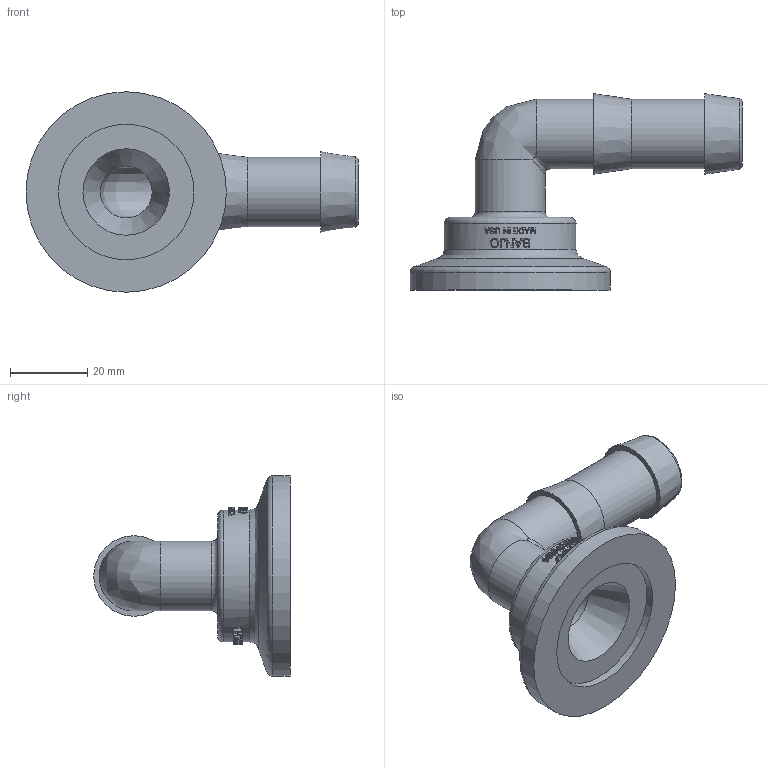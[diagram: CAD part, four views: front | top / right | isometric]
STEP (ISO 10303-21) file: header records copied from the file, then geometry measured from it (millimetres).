
FILE_DESCRIPTION(/* description */ (''),/* implementation_level */ '2;1');
FILE_NAME(/* name */ 'M100075BRB90.stp',/* time_stamp */ '2014-04-10T11:19:45-04:00',/* author */ ('mclevenger'),/* organization */ (''),/* preprocessor_version */ 'ST-DEVELOPER v15.2',/* originating_system */ 'Autodesk Inventor 2014',/* authorisation */ '');
FILE_SCHEMA (('AUTOMOTIVE_DESIGN { 1 0 10303 214 3 1 1 }'));
Length unit declared in the file: inch
Products named in the file (1): M100075BRB90
Bounding box: 85.85 x 50.8 x 51.82 mm (x, y, z)
Volume: 29724.6 mm3; surface area: 14923.4 mm2
Topology: 1 solids, 1 shells, 427 faces, 1127 edges, 747 vertices
Faces by surface type: plane 189, bspline 178, cylinder 51, torus 5, cone 4
Full cylindrical faces by diameter (mm): 13.462 x2, 18.034 x3, 34.036 x1, 35.052 x1, 51.816 x1
Entity records: 16497 total; most frequent: CARTESIAN_POINT 6927, ORIENTED_EDGE 2204, DIRECTION 1523, EDGE_CURVE 1102, VERTEX_POINT 741, AXIS2_PLACEMENT_3D 523, EDGE_LOOP 493, LINE 477
